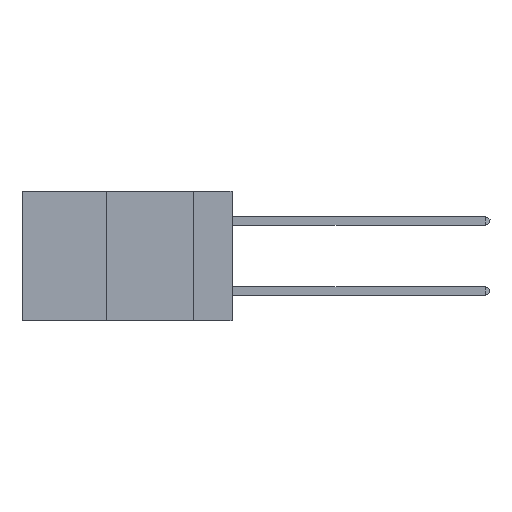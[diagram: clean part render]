
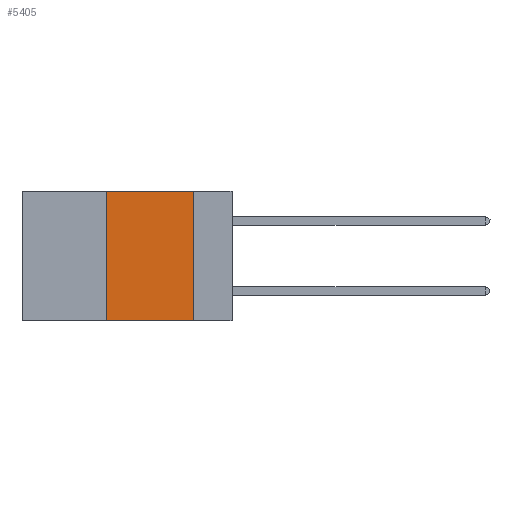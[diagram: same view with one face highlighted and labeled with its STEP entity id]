
A CAD part, left-side view. The second image highlights one B-rep face of the part: STEP entity #5405.
In plain terms, the highlighted planar face has unit normal (-1, 0, 0).
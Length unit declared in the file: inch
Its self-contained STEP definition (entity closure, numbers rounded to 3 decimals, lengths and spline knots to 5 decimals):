
#1382 = CARTESIAN_POINT ( 'NONE',  ( 0., 0.36, 0. ) ) ;
#1631 = DIRECTION ( 'NONE',  ( 0., 0., 1. ) ) ;
#1941 = CARTESIAN_POINT ( 'NONE',  ( 0., 0.6, 0. ) ) ;
#2049 = DIRECTION ( 'NONE',  ( 0., 0., -1. ) ) ;
#2111 = ORIENTED_EDGE ( 'NONE', *, *, #26172, .F. ) ;
#4628 = ORIENTED_EDGE ( 'NONE', *, *, #14640, .F. ) ;
#5360 = VECTOR ( 'NONE', #8622, 39.37008 ) ;
#5405 = ADVANCED_FACE ( 'NONE', ( #18716 ), #15649, .F. ) ;
#5589 = ORIENTED_EDGE ( 'NONE', *, *, #12640, .T. ) ;
#5641 = VECTOR ( 'NONE', #1631, 39.37008 ) ;
#5788 = VERTEX_POINT ( 'NONE', #1382 ) ;
#6104 = LINE ( 'NONE', #26406, #5360 ) ;
#7398 = DIRECTION ( 'NONE',  ( 0., -1., 0. ) ) ;
#8466 = EDGE_LOOP ( 'NONE', ( #4628, #26700, #2111, #5589 ) ) ;
#8510 = LINE ( 'NONE', #17879, #22042 ) ;
#8622 = DIRECTION ( 'NONE',  ( 0., 0., -1. ) ) ;
#10160 = CARTESIAN_POINT ( 'NONE',  ( 0., 0.36, 0. ) ) ;
#10473 = VECTOR ( 'NONE', #7398, 39.37008 ) ;
#12640 = EDGE_CURVE ( 'NONE', #21344, #27685, #24388, .T. ) ;
#14640 = EDGE_CURVE ( 'NONE', #14990, #27685, #6104, .T. ) ;
#14990 = VERTEX_POINT ( 'NONE', #26439 ) ;
#15649 = PLANE ( 'NONE',  #28916 ) ;
#17879 = CARTESIAN_POINT ( 'NONE',  ( 0., 0.6, 0. ) ) ;
#18716 = FACE_OUTER_BOUND ( 'NONE', #8466, .T. ) ;
#18853 = CARTESIAN_POINT ( 'NONE',  ( 0., 0.6, -0.37 ) ) ;
#19988 = CARTESIAN_POINT ( 'NONE',  ( 0., 0.11, -0.37 ) ) ;
#20044 = DIRECTION ( 'NONE',  ( 0., -1., 0. ) ) ;
#21344 = VERTEX_POINT ( 'NONE', #25701 ) ;
#22042 = VECTOR ( 'NONE', #20044, 39.37008 ) ;
#24388 = LINE ( 'NONE', #18853, #10473 ) ;
#24608 = LINE ( 'NONE', #10160, #5641 ) ;
#24818 = DIRECTION ( 'NONE',  ( 1., 0., 0. ) ) ;
#25701 = CARTESIAN_POINT ( 'NONE',  ( 0., 0.36, -0.37 ) ) ;
#25815 = EDGE_CURVE ( 'NONE', #5788, #14990, #8510, .T. ) ;
#26172 = EDGE_CURVE ( 'NONE', #21344, #5788, #24608, .T. ) ;
#26406 = CARTESIAN_POINT ( 'NONE',  ( 0., 0.11, 0. ) ) ;
#26439 = CARTESIAN_POINT ( 'NONE',  ( 0., 0.11, 0. ) ) ;
#26700 = ORIENTED_EDGE ( 'NONE', *, *, #25815, .F. ) ;
#27685 = VERTEX_POINT ( 'NONE', #19988 ) ;
#28916 = AXIS2_PLACEMENT_3D ( 'NONE', #1941, #24818, #2049 ) ;
